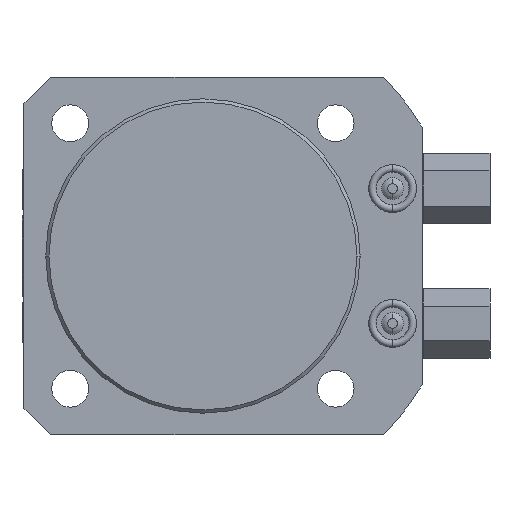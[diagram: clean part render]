
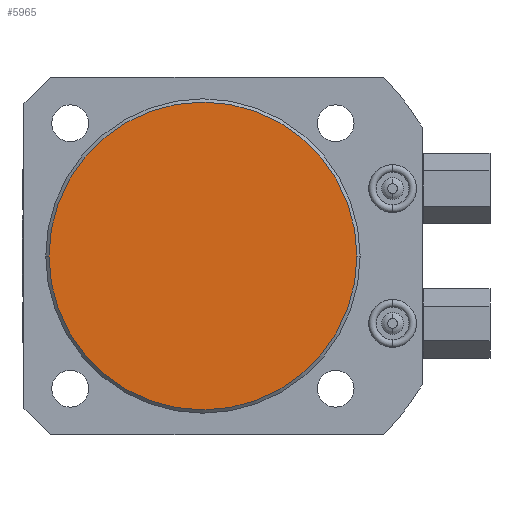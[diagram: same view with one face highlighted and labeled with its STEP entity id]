
A CAD part, front view. The second image highlights one B-rep face of the part: STEP entity #5965.
In plain terms, the highlighted planar face has unit normal (0, -1, 0).
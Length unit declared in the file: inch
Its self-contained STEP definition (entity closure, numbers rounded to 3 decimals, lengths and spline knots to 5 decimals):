
#1639=CARTESIAN_POINT('',(0.,-2.75,0.));
#1640=DIRECTION('',(0.,-1.,0.));
#1641=DIRECTION('',(1.,0.,0.));
#1642=AXIS2_PLACEMENT_3D('',#1639,#1640,#1641);
#1649=CARTESIAN_POINT('',(0.,-2.75,0.));
#1650=DIRECTION('',(0.,-1.,0.));
#1651=DIRECTION('',(-1.,0.,0.));
#1652=AXIS2_PLACEMENT_3D('',#1649,#1650,#1651);
#4301=CARTESIAN_POINT('',(1.4385,-2.75,0.));
#4302=CARTESIAN_POINT('',(-1.4385,-2.75,0.));
#4303=VERTEX_POINT('',#4301);
#4304=VERTEX_POINT('',#4302);
#5955=CARTESIAN_POINT('',(0.,-2.75,0.));
#5956=DIRECTION('',(0.,1.,0.));
#5957=DIRECTION('',(1.,0.,0.));
#5958=AXIS2_PLACEMENT_3D('',#5955,#5956,#5957);
#5959=PLANE('',#5958);
#5961=ORIENTED_EDGE('',*,*,#5960,.F.);
#5962=ORIENTED_EDGE('',*,*,#5945,.F.);
#5963=EDGE_LOOP('',(#5961,#5962));
#5964=FACE_OUTER_BOUND('',#5963,.F.);
#5965=ADVANCED_FACE('',(#5964),#5959,.F.);
#1643=CIRCLE('',#1642,1.4385);
#1653=CIRCLE('',#1652,1.4385);
#5945=EDGE_CURVE('',#4303,#4304,#1643,.T.);
#5960=EDGE_CURVE('',#4304,#4303,#1653,.T.);
